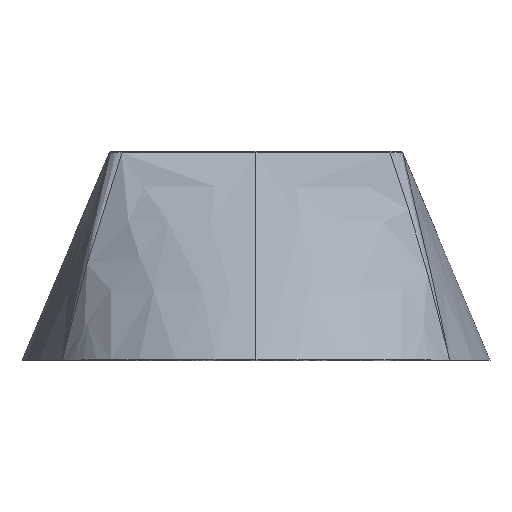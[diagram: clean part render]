
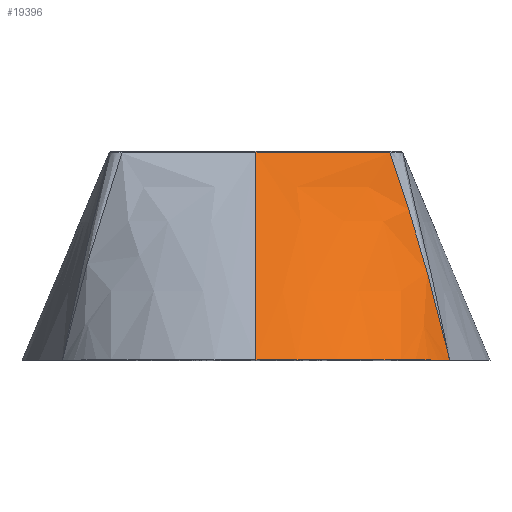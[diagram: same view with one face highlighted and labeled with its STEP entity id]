
A CAD part, top view. The second image highlights one B-rep face of the part: STEP entity #19396.
In plain terms, the highlighted free-form (B-spline) face has degree [3, 3] with [7, 4] control points.
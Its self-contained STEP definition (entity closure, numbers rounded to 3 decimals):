
#174=CARTESIAN_POINT('',(46.351,0.,
45.));
#258=CARTESIAN_POINT('',(0.,0.,70.));
#259=CARTESIAN_POINT('',(4.943,0.,70.));
#260=CARTESIAN_POINT('',(14.829,0.,68.818));
#261=CARTESIAN_POINT('',(28.364,0.,63.656));
#262=CARTESIAN_POINT('',(39.421,0.,55.555));
#263=CARTESIAN_POINT('',(44.497,0.,
48.666));
#264=CARTESIAN_POINT('',(46.351,0.,
45.));
#6834=CARTESIAN_POINT('',(0.,49.737,43.272));
#6851=CARTESIAN_POINT('',(0.,49.737,43.272));
#6852=CARTESIAN_POINT('',(3.67,49.737,43.272));
#6853=CARTESIAN_POINT('',(11.075,49.724,43.269));
#6854=CARTESIAN_POINT('',(21.792,49.665,43.25));
#6855=CARTESIAN_POINT('',(28.665,49.597,43.211));
#6856=CARTESIAN_POINT('',(32.135,49.556,43.179));
#6858=CARTESIAN_POINT('',(32.135,49.556,43.179));
#6859=CARTESIAN_POINT('',(32.698,47.899,43.361));
#6860=CARTESIAN_POINT('',(33.873,44.385,43.709));
#6861=CARTESIAN_POINT('',(35.818,38.383,44.159));
#6862=CARTESIAN_POINT('',(37.789,32.042,44.481));
#6863=CARTESIAN_POINT('',(39.544,26.109,44.668));
#6864=CARTESIAN_POINT('',(41.013,20.9,44.772));
#6865=CARTESIAN_POINT('',(42.283,16.202,44.837));
#6866=CARTESIAN_POINT('',(43.392,11.949,44.882));
#6867=CARTESIAN_POINT('',(44.369,8.096,44.919));
#6868=CARTESIAN_POINT('',(45.317,4.271,44.956));
#6869=CARTESIAN_POINT('',(46.002,1.453,44.984));
#6870=CARTESIAN_POINT('',(46.351,0.,
45.));
#6872=DIRECTION('',(0.,0.881,-0.473));
#6873=VECTOR('',#6872,56.464);
#6874=CARTESIAN_POINT('',(0.,0.,70.));
#6875=LINE('',#6874,#6873);
#6955=VERTEX_POINT('',#174);
#6961=VERTEX_POINT('',#258);
#8092=VERTEX_POINT('',#6834);
#8094=VERTEX_POINT('',#6856);
#19360=CARTESIAN_POINT('',(-1.115,-0.995,
70.524));
#19361=CARTESIAN_POINT('',(-0.959,16.247,
61.264));
#19362=CARTESIAN_POINT('',(-0.803,33.489,
51.998));
#19363=CARTESIAN_POINT('',(-0.646,50.731,
42.737));
#19364=CARTESIAN_POINT('',(4.239,-0.995,
70.622));
#19365=CARTESIAN_POINT('',(3.642,16.247,61.319));
#19366=CARTESIAN_POINT('',(3.053,33.489,52.038));
#19367=CARTESIAN_POINT('',(2.456,50.731,42.735));
#19368=CARTESIAN_POINT('',(14.611,-0.995,
69.46));
#19369=CARTESIAN_POINT('',(12.557,16.247,60.561));
#19370=CARTESIAN_POINT('',(10.499,33.489,51.652));
#19371=CARTESIAN_POINT('',(8.445,50.731,42.752));
#19372=CARTESIAN_POINT('',(28.58,-0.995,
64.065));
#19373=CARTESIAN_POINT('',(24.833,16.247,56.985));
#19374=CARTESIAN_POINT('',(21.088,33.489,49.909));
#19375=CARTESIAN_POINT('',(17.341,50.731,42.83));
#19376=CARTESIAN_POINT('',(39.849,-0.995,
55.678));
#19377=CARTESIAN_POINT('',(35.298,16.247,51.438));
#19378=CARTESIAN_POINT('',(30.738,33.489,47.191));
#19379=CARTESIAN_POINT('',(26.188,50.731,42.95));
#19380=CARTESIAN_POINT('',(44.971,-0.995,
48.461));
#19381=CARTESIAN_POINT('',(40.695,16.247,46.654));
#19382=CARTESIAN_POINT('',(36.439,33.489,44.86));
#19383=CARTESIAN_POINT('',(32.163,50.731,43.053));
#19384=CARTESIAN_POINT('',(46.819,-0.995,
44.533));
#19385=CARTESIAN_POINT('',(42.957,16.247,44.059));
#19386=CARTESIAN_POINT('',(39.091,33.489,43.584));
#19387=CARTESIAN_POINT('',(35.228,50.731,43.11));
#19388=B_SPLINE_SURFACE_WITH_KNOTS('',3,3,((#19360,#19361,#19362,#19363),
(#19364,#19365,#19366,#19367),(#19368,#19369,#19370,#19371),(#19372,#19373,
#19374,#19375),(#19376,#19377,#19378,#19379),(#19380,#19381,#19382,#19383),(
#19384,#19385,#19386,#19387)),.UNSPECIFIED.,.F.,.F.,.F.,(4,1,1,1,4),(4,4),(
-0.019,0.25,0.5,0.75,1.011),(-0.995,
50.731),.UNSPECIFIED.);
#19389=ORIENTED_EDGE('',*,*,#18697,.T.);
#19391=ORIENTED_EDGE('',*,*,#19390,.T.);
#19392=ORIENTED_EDGE('',*,*,#8120,.F.);
#19393=ORIENTED_EDGE('',*,*,#19353,.T.);
#19394=EDGE_LOOP('',(#19389,#19391,#19392,#19393));
#19395=FACE_OUTER_BOUND('',#19394,.F.);
#19396=ADVANCED_FACE('',(#19395),#19388,.T.);
#265=B_SPLINE_CURVE_WITH_KNOTS('',3,(#258,#259,#260,#261,#262,#263,#264),
.UNSPECIFIED.,.F.,.F.,(4,1,1,1,4),(0.,0.25,0.5,0.75,1.),
.UNSPECIFIED.);
#6857=B_SPLINE_CURVE_WITH_KNOTS('',3,(#6851,#6852,#6853,#6854,#6855,#6856),
.UNSPECIFIED.,.F.,.F.,(4,1,1,4),(0.,0.333,0.667,1.),
.UNSPECIFIED.);
#6871=B_SPLINE_CURVE_WITH_KNOTS('',3,(#6858,#6859,#6860,#6861,#6862,#6863,#6864,
#6865,#6866,#6867,#6868,#6869,#6870),.UNSPECIFIED.,.F.,.F.,(4,1,1,1,1,1,1,1,1,1,
4),(0.,0.1,0.2,0.3,0.4,0.5,0.6,0.7,0.8,0.9,1.),
.UNSPECIFIED.);
#8120=EDGE_CURVE('',#6961,#6955,#265,.T.);
#18697=EDGE_CURVE('',#8092,#8094,#6857,.T.);
#19353=EDGE_CURVE('',#6961,#8092,#6875,.T.);
#19390=EDGE_CURVE('',#8094,#6955,#6871,.T.);
